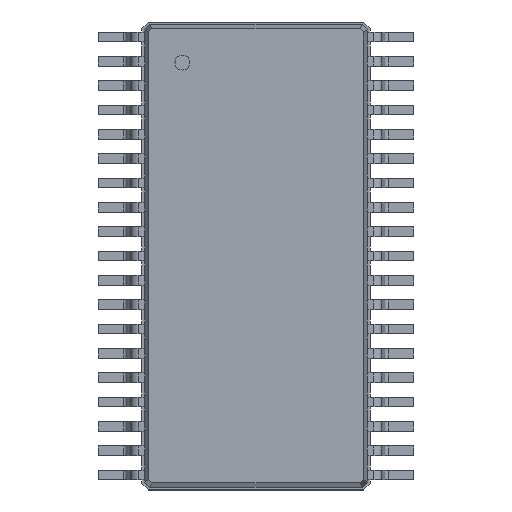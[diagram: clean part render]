
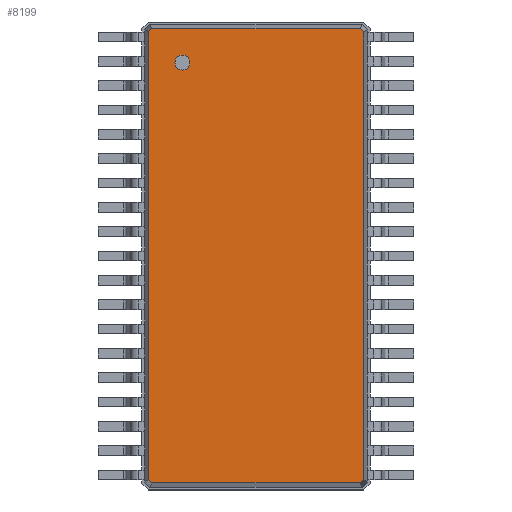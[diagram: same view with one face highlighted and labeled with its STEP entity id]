
A CAD part, top view. The second image highlights one B-rep face of the part: STEP entity #8199.
In plain terms, the highlighted planar face has unit normal (0, 0, 1).
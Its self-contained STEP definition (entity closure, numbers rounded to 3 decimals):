
#13=DIRECTION('',(0.,0.,1.));
#27=VECTOR('',#28,1.);
#28=DIRECTION('',(1.,0.,0.));
#51=VECTOR('',#52,1.);
#52=DIRECTION('',(0.707,-0.707,0.));
#58=VECTOR('',#59,1.);
#59=DIRECTION('',(0.,-1.,0.));
#65=VECTOR('',#66,1.);
#66=DIRECTION('',(-0.707,-0.707,0.));
#72=VECTOR('',#73,1.);
#73=DIRECTION('',(-1.,0.,0.));
#79=VECTOR('',#80,1.);
#80=DIRECTION('',(-0.707,0.707,0.));
#86=VECTOR('',#87,1.);
#87=DIRECTION('',(0.,1.,0.));
#91=VECTOR('',#92,1.);
#92=DIRECTION('',(0.707,0.707,0.));
#2408=VERTEX_POINT('',#2409);
#2409=CARTESIAN_POINT('',(-2.864,5.982,1.6));
#2411=ORIENTED_EDGE('',*,*,#2412,.F.);
#2412=EDGE_CURVE('',#2413,#2408,#2415,.T.);
#2413=VERTEX_POINT('',#2414);
#2414=CARTESIAN_POINT('',(-2.864,-5.982,1.6));
#2415=LINE('',#2414,#86);
#2426=VERTEX_POINT('',#2427);
#2427=CARTESIAN_POINT('',(-2.782,6.064,1.6));
#2429=ORIENTED_EDGE('',*,*,#2430,.F.);
#2430=EDGE_CURVE('',#2408,#2426,#2431,.T.);
#2431=LINE('',#2409,#91);
#2440=VERTEX_POINT('',#2441);
#2441=CARTESIAN_POINT('',(2.782,6.064,1.6));
#2443=ORIENTED_EDGE('',*,*,#2444,.F.);
#2444=EDGE_CURVE('',#2426,#2440,#2445,.T.);
#2445=LINE('',#2427,#27);
#2454=VERTEX_POINT('',#2455);
#2455=CARTESIAN_POINT('',(2.864,5.982,1.6));
#2457=ORIENTED_EDGE('',*,*,#2458,.F.);
#2458=EDGE_CURVE('',#2440,#2454,#2459,.T.);
#2459=LINE('',#2441,#51);
#2620=VERTEX_POINT('',#2621);
#2621=CARTESIAN_POINT('',(2.864,-5.982,1.6));
#2623=ORIENTED_EDGE('',*,*,#2624,.F.);
#2624=EDGE_CURVE('',#2454,#2620,#2625,.T.);
#2625=LINE('',#2455,#58);
#8199=ADVANCED_FACE('',(#8200,#8215),#8225,.T.);
#8200=FACE_BOUND('',#8201,.T.);
#8201=EDGE_LOOP('',(#2443,#2429,#2411,#8202,#8207,#8212,#2623,#2457));
#8202=ORIENTED_EDGE('',*,*,#8203,.F.);
#8203=EDGE_CURVE('',#8204,#2413,#8206,.T.);
#8204=VERTEX_POINT('',#8205);
#8205=CARTESIAN_POINT('',(-2.782,-6.064,1.6));
#8206=LINE('',#8205,#79);
#8207=ORIENTED_EDGE('',*,*,#8208,.F.);
#8208=EDGE_CURVE('',#8209,#8204,#8211,.T.);
#8209=VERTEX_POINT('',#8210);
#8210=CARTESIAN_POINT('',(2.782,-6.064,1.6));
#8211=LINE('',#8210,#72);
#8212=ORIENTED_EDGE('',*,*,#8213,.F.);
#8213=EDGE_CURVE('',#2620,#8209,#8214,.T.);
#8214=LINE('',#2621,#65);
#8215=FACE_BOUND('',#8216,.T.);
#8216=EDGE_LOOP('',(#8217));
#8217=ORIENTED_EDGE('',*,*,#8218,.T.);
#8218=EDGE_CURVE('',#8219,#8219,#8221,.T.);
#8219=VERTEX_POINT('',#8220);
#8220=CARTESIAN_POINT('',(-1.964,4.964,1.6));
#8221=CIRCLE('',#8222,0.2);
#8222=AXIS2_PLACEMENT_3D('',#8223,#8224,#59);
#8223=CARTESIAN_POINT('',(-1.964,5.164,1.6));
#8224=DIRECTION('',(0.,-0.,-1.));
#8225=PLANE('',#8226);
#8226=AXIS2_PLACEMENT_3D('',#2427,#13,#8227);
#8227=DIRECTION('',(0.417,-0.909,0.));
